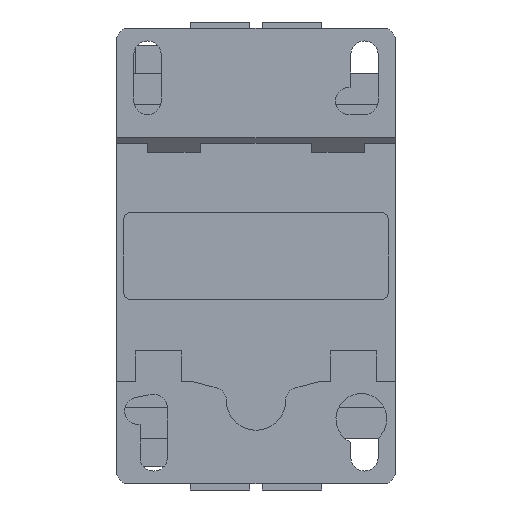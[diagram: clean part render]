
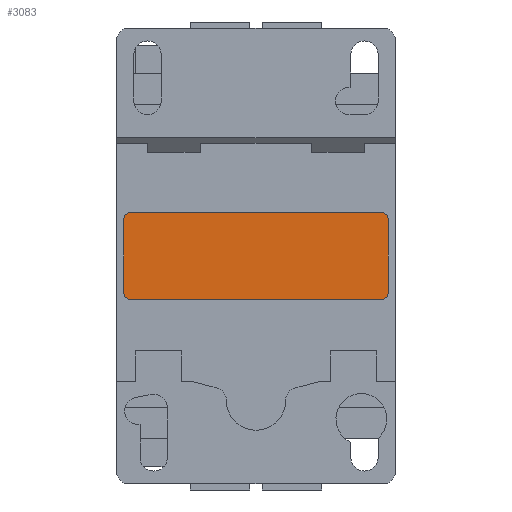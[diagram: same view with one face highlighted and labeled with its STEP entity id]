
A CAD part, front view. The second image highlights one B-rep face of the part: STEP entity #3083.
In plain terms, the highlighted planar face has unit normal (0, -1, 0).
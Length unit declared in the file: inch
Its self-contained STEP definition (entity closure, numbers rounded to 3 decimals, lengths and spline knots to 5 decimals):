
#36 = CIRCLE ( 'NONE', #10428, 0.03937 ) ;
#226 = VECTOR ( 'NONE', #17674, 39.37008 ) ;
#361 = DIRECTION ( 'NONE',  ( 0., 1., 0. ) ) ;
#717 = CARTESIAN_POINT ( 'NONE',  ( 0.79921, -2.24409, -0.23622 ) ) ;
#777 = CARTESIAN_POINT ( 'NONE',  ( -0.83858, -2.24409, -0.23622 ) ) ;
#832 = DIRECTION ( 'NONE',  ( 0., 0., 1. ) ) ;
#1246 = VECTOR ( 'NONE', #12004, 39.37008 ) ;
#1644 = AXIS2_PLACEMENT_3D ( 'NONE', #717, #361, #832 ) ;
#1874 = CARTESIAN_POINT ( 'NONE',  ( 0.79921, -2.24409, 0.23622 ) ) ;
#2576 = VERTEX_POINT ( 'NONE', #5135 ) ;
#3083 = ADVANCED_FACE ( 'NONE', ( #9891 ), #17397, .F. ) ;
#3115 = DIRECTION ( 'NONE',  ( 0., 1., 0. ) ) ;
#3135 = ORIENTED_EDGE ( 'NONE', *, *, #16867, .F. ) ;
#3661 = ORIENTED_EDGE ( 'NONE', *, *, #12080, .F. ) ;
#4202 = DIRECTION ( 'NONE',  ( 0., 0., 1. ) ) ;
#5135 = CARTESIAN_POINT ( 'NONE',  ( 0.83858, -2.24409, -0.23622 ) ) ;
#5222 = LINE ( 'NONE', #12596, #14036 ) ;
#5559 = EDGE_CURVE ( 'NONE', #8412, #21225, #8795, .T. ) ;
#5998 = DIRECTION ( 'NONE',  ( 0., 1., 0. ) ) ;
#6095 = CARTESIAN_POINT ( 'NONE',  ( -0.79921, -2.24409, -0.23622 ) ) ;
#6520 = VERTEX_POINT ( 'NONE', #21253 ) ;
#7010 = LINE ( 'NONE', #21664, #226 ) ;
#7222 = EDGE_CURVE ( 'NONE', #21225, #2576, #7010, .T. ) ;
#7274 = DIRECTION ( 'NONE',  ( 1., 0., 0. ) ) ;
#7548 = DIRECTION ( 'NONE',  ( 0., 0., 1. ) ) ;
#8029 = DIRECTION ( 'NONE',  ( 0., 1., 0. ) ) ;
#8382 = LINE ( 'NONE', #777, #1246 ) ;
#8412 = VERTEX_POINT ( 'NONE', #15057 ) ;
#8725 = ORIENTED_EDGE ( 'NONE', *, *, #5559, .F. ) ;
#8795 = CIRCLE ( 'NONE', #13044, 0.03937 ) ;
#8848 = DIRECTION ( 'NONE',  ( -1., 0., 0. ) ) ;
#9089 = VERTEX_POINT ( 'NONE', #15452 ) ;
#9891 = FACE_OUTER_BOUND ( 'NONE', #21655, .T. ) ;
#10165 = EDGE_CURVE ( 'NONE', #10443, #8412, #18526, .T. ) ;
#10428 = AXIS2_PLACEMENT_3D ( 'NONE', #19560, #3115, #23679 ) ;
#10443 = VERTEX_POINT ( 'NONE', #16080 ) ;
#11029 = VECTOR ( 'NONE', #7274, 39.37008 ) ;
#11414 = ORIENTED_EDGE ( 'NONE', *, *, #17484, .F. ) ;
#12004 = DIRECTION ( 'NONE',  ( 0., 0., 1. ) ) ;
#12080 = EDGE_CURVE ( 'NONE', #9089, #19631, #21484, .T. ) ;
#12164 = ORIENTED_EDGE ( 'NONE', *, *, #10165, .F. ) ;
#12596 = CARTESIAN_POINT ( 'NONE',  ( 0.79921, -2.24409, -0.27559 ) ) ;
#12691 = EDGE_CURVE ( 'NONE', #6520, #10443, #13848, .T. ) ;
#13044 = AXIS2_PLACEMENT_3D ( 'NONE', #1874, #18799, #7548 ) ;
#13848 = CIRCLE ( 'NONE', #16934, 0.03937 ) ;
#14036 = VECTOR ( 'NONE', #8848, 39.37008 ) ;
#14044 = CARTESIAN_POINT ( 'NONE',  ( 0.83858, -2.24409, 0.23622 ) ) ;
#14093 = CARTESIAN_POINT ( 'NONE',  ( -0.83858, -2.24409, -0.23622 ) ) ;
#15057 = CARTESIAN_POINT ( 'NONE',  ( 0.79921, -2.24409, 0.27559 ) ) ;
#15198 = CARTESIAN_POINT ( 'NONE',  ( -0.79921, -2.24409, 0.23622 ) ) ;
#15452 = CARTESIAN_POINT ( 'NONE',  ( -0.79921, -2.24409, -0.27559 ) ) ;
#16080 = CARTESIAN_POINT ( 'NONE',  ( -0.79921, -2.24409, 0.27559 ) ) ;
#16120 = ORIENTED_EDGE ( 'NONE', *, *, #12691, .F. ) ;
#16158 = CARTESIAN_POINT ( 'NONE',  ( 0.79921, -2.24409, -0.27559 ) ) ;
#16867 = EDGE_CURVE ( 'NONE', #22483, #9089, #5222, .T. ) ;
#16934 = AXIS2_PLACEMENT_3D ( 'NONE', #15198, #5998, #4202 ) ;
#17397 = PLANE ( 'NONE',  #1644 ) ;
#17484 = EDGE_CURVE ( 'NONE', #2576, #22483, #36, .T. ) ;
#17585 = DIRECTION ( 'NONE',  ( 0., 0., 1. ) ) ;
#17625 = ORIENTED_EDGE ( 'NONE', *, *, #19943, .F. ) ;
#17674 = DIRECTION ( 'NONE',  ( 0., 0., -1. ) ) ;
#18526 = LINE ( 'NONE', #23738, #11029 ) ;
#18799 = DIRECTION ( 'NONE',  ( 0., 1., 0. ) ) ;
#19560 = CARTESIAN_POINT ( 'NONE',  ( 0.79921, -2.24409, -0.23622 ) ) ;
#19631 = VERTEX_POINT ( 'NONE', #14093 ) ;
#19943 = EDGE_CURVE ( 'NONE', #19631, #6520, #8382, .T. ) ;
#21225 = VERTEX_POINT ( 'NONE', #14044 ) ;
#21253 = CARTESIAN_POINT ( 'NONE',  ( -0.83858, -2.24409, 0.23622 ) ) ;
#21484 = CIRCLE ( 'NONE', #22636, 0.03937 ) ;
#21655 = EDGE_LOOP ( 'NONE', ( #11414, #22955, #8725, #12164, #16120, #17625, #3661, #3135 ) ) ;
#21664 = CARTESIAN_POINT ( 'NONE',  ( 0.83858, -2.24409, 0.23622 ) ) ;
#22483 = VERTEX_POINT ( 'NONE', #16158 ) ;
#22636 = AXIS2_PLACEMENT_3D ( 'NONE', #6095, #8029, #17585 ) ;
#22955 = ORIENTED_EDGE ( 'NONE', *, *, #7222, .F. ) ;
#23679 = DIRECTION ( 'NONE',  ( 0., 0., 1. ) ) ;
#23738 = CARTESIAN_POINT ( 'NONE',  ( -0.79921, -2.24409, 0.27559 ) ) ;
